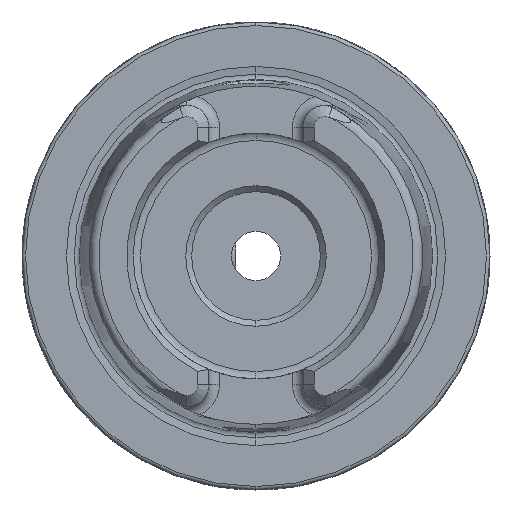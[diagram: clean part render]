
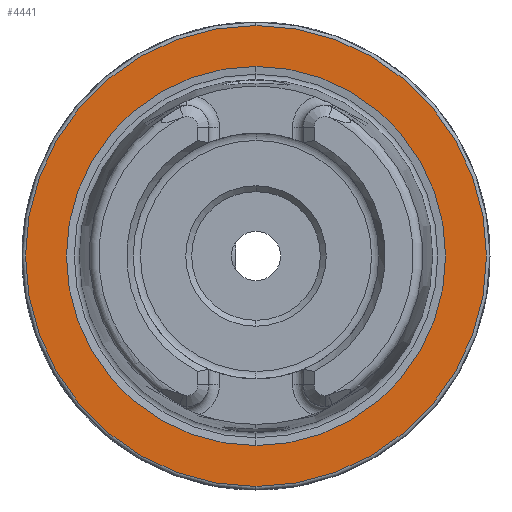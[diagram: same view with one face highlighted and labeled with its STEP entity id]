
A CAD part, left-side view. The second image highlights one B-rep face of the part: STEP entity #4441.
In plain terms, the highlighted planar face has unit normal (-1, 0, 0).
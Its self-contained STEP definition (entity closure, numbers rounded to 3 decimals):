
#112 = EDGE_LOOP ( 'NONE', ( #915, #203 ) ) ;
#203 = ORIENTED_EDGE ( 'NONE', *, *, #4314, .F. ) ;
#211 = EDGE_CURVE ( 'NONE', #2886, #5891, #3682, .T. ) ;
#238 = CIRCLE ( 'NONE', #3837, 16.207 ) ;
#244 = CARTESIAN_POINT ( 'NONE',  ( 0., 19.7, 0. ) ) ;
#915 = ORIENTED_EDGE ( 'NONE', *, *, #211, .F. ) ;
#1378 = EDGE_CURVE ( 'NONE', #5253, #7597, #7515, .T. ) ;
#1651 = ORIENTED_EDGE ( 'NONE', *, *, #3462, .T. ) ;
#1907 = CARTESIAN_POINT ( 'NONE',  ( 0., 0., 0. ) ) ;
#2011 = DIRECTION ( 'NONE',  ( 0., 0., -1. ) ) ;
#2496 = DIRECTION ( 'NONE',  ( 0., 0., 1. ) ) ;
#2886 = VERTEX_POINT ( 'NONE', #4329 ) ;
#2898 = DIRECTION ( 'NONE',  ( -1., 0., 0. ) ) ;
#2949 = FACE_BOUND ( 'NONE', #112, .T. ) ;
#3037 = DIRECTION ( 'NONE',  ( -1., 0., 0. ) ) ;
#3154 = CARTESIAN_POINT ( 'NONE',  ( 0., 0., 0. ) ) ;
#3189 = CARTESIAN_POINT ( 'NONE',  ( 0., 0., -16.207 ) ) ;
#3457 = EDGE_LOOP ( 'NONE', ( #1651, #4792 ) ) ;
#3462 = EDGE_CURVE ( 'NONE', #7597, #5253, #5644, .T. ) ;
#3682 = CIRCLE ( 'NONE', #7151, 16.207 ) ;
#3745 = DIRECTION ( 'NONE',  ( 0., 0., 1. ) ) ;
#3837 = AXIS2_PLACEMENT_3D ( 'NONE', #1907, #5994, #2496 ) ;
#4175 = CARTESIAN_POINT ( 'NONE',  ( 0., 0., 19.7 ) ) ;
#4314 = EDGE_CURVE ( 'NONE', #5891, #2886, #238, .T. ) ;
#4329 = CARTESIAN_POINT ( 'NONE',  ( 0., 0., 16.207 ) ) ;
#4441 = ADVANCED_FACE ( 'NONE', ( #2949, #7262 ), #4917, .F. ) ;
#4792 = ORIENTED_EDGE ( 'NONE', *, *, #1378, .T. ) ;
#4917 = PLANE ( 'NONE',  #6745 ) ;
#5188 = CARTESIAN_POINT ( 'NONE',  ( 0., 0., 0. ) ) ;
#5253 = VERTEX_POINT ( 'NONE', #6438 ) ;
#5503 = DIRECTION ( 'NONE',  ( 1., 0., 0. ) ) ;
#5644 = CIRCLE ( 'NONE', #6620, 19.7 ) ;
#5891 = VERTEX_POINT ( 'NONE', #3189 ) ;
#5994 = DIRECTION ( 'NONE',  ( -1., 0., 0. ) ) ;
#6438 = CARTESIAN_POINT ( 'NONE',  ( 0., 0., -19.7 ) ) ;
#6542 = CARTESIAN_POINT ( 'NONE',  ( 0., 0., 0. ) ) ;
#6553 = AXIS2_PLACEMENT_3D ( 'NONE', #3154, #7274, #3745 ) ;
#6620 = AXIS2_PLACEMENT_3D ( 'NONE', #6542, #3037, #7150 ) ;
#6745 = AXIS2_PLACEMENT_3D ( 'NONE', #244, #5503, #2011 ) ;
#7150 = DIRECTION ( 'NONE',  ( 0., 0., 1. ) ) ;
#7151 = AXIS2_PLACEMENT_3D ( 'NONE', #5188, #2898, #7530 ) ;
#7262 = FACE_OUTER_BOUND ( 'NONE', #3457, .T. ) ;
#7274 = DIRECTION ( 'NONE',  ( -1., 0., 0. ) ) ;
#7515 = CIRCLE ( 'NONE', #6553, 19.7 ) ;
#7530 = DIRECTION ( 'NONE',  ( 0., 0., 1. ) ) ;
#7597 = VERTEX_POINT ( 'NONE', #4175 ) ;
